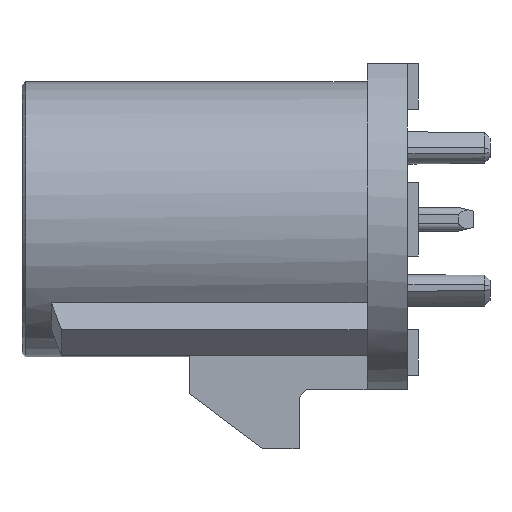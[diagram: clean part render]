
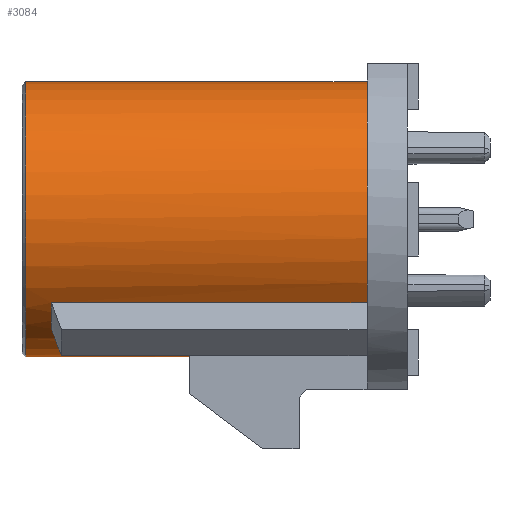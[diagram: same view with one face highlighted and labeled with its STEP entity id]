
A CAD part, left-side view. The second image highlights one B-rep face of the part: STEP entity #3084.
In plain terms, the highlighted cylindrical face has radius 3.75 mm (diameter 7.5 mm), a partial arc.
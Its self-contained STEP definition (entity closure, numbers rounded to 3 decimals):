
#12 = VECTOR ( 'NONE', #2305, 1000. ) ;
#59 = EDGE_CURVE ( 'NONE', #7001, #1075, #10977, .T. ) ;
#62 = DIRECTION ( 'NONE',  ( 0., 0., 1. ) ) ;
#144 = ORIENTED_EDGE ( 'NONE', *, *, #1020, .F. ) ;
#181 = ORIENTED_EDGE ( 'NONE', *, *, #3246, .T. ) ;
#291 = CIRCLE ( 'NONE', #1717, 3.75 ) ;
#384 = CARTESIAN_POINT ( 'NONE',  ( -2.982, -0.633, -2.274 ) ) ;
#504 = ORIENTED_EDGE ( 'NONE', *, *, #59, .T. ) ;
#650 = VERTEX_POINT ( 'NONE', #1658 ) ;
#878 = EDGE_LOOP ( 'NONE', ( #10770, #504, #5568, #1041, #6919, #10554, #181, #144, #11596, #10748 ) ) ;
#926 = DIRECTION ( 'NONE',  ( 0., 1., 0. ) ) ;
#994 = DIRECTION ( 'NONE',  ( 0., -1., 0. ) ) ;
#1020 = EDGE_CURVE ( 'NONE', #10891, #11209, #11411, .T. ) ;
#1041 = ORIENTED_EDGE ( 'NONE', *, *, #12139, .F. ) ;
#1075 = VERTEX_POINT ( 'NONE', #9309 ) ;
#1455 = DIRECTION ( 'NONE',  ( 0., 0., 1. ) ) ;
#1658 = CARTESIAN_POINT ( 'NONE',  ( -2.274, 1.4, -2.982 ) ) ;
#1717 = AXIS2_PLACEMENT_3D ( 'NONE', #3520, #2430, #1455 ) ;
#1836 = EDGE_CURVE ( 'NONE', #9888, #11281, #291, .T. ) ;
#2231 = FACE_OUTER_BOUND ( 'NONE', #878, .T. ) ;
#2305 = DIRECTION ( 'NONE',  ( 0., 1., 0. ) ) ;
#2398 = LINE ( 'NONE', #9315, #6745 ) ;
#2430 = DIRECTION ( 'NONE',  ( 0., 1., 0. ) ) ;
#2681 = LINE ( 'NONE', #384, #12 ) ;
#2744 = CARTESIAN_POINT ( 'NONE',  ( 0., 10.7, 0. ) ) ;
#2795 = DIRECTION ( 'NONE',  ( 0., 0., 1. ) ) ;
#2881 = CARTESIAN_POINT ( 'NONE',  ( 0., 10., 0. ) ) ;
#3083 = LINE ( 'NONE', #7616, #11437 ) ;
#3084 = ADVANCED_FACE ( 'NONE', ( #2231 ), #5871, .T. ) ;
#3246 = EDGE_CURVE ( 'NONE', #650, #11209, #2398, .T. ) ;
#3402 = EDGE_CURVE ( 'NONE', #9888, #10891, #2681, .T. ) ;
#3520 = CARTESIAN_POINT ( 'NONE',  ( 0., 1.4, 0. ) ) ;
#3721 = EDGE_CURVE ( 'NONE', #10426, #650, #9122, .T. ) ;
#3832 = DIRECTION ( 'NONE',  ( 0., 1., 0. ) ) ;
#4175 = DIRECTION ( 'NONE',  ( 0., 0., -1. ) ) ;
#4250 = DIRECTION ( 'NONE',  ( 0., -1., 0. ) ) ;
#4456 = CARTESIAN_POINT ( 'NONE',  ( 0., 10.8, 3.75 ) ) ;
#4853 = CARTESIAN_POINT ( 'NONE',  ( -2.274, 10., -2.982 ) ) ;
#5072 = CARTESIAN_POINT ( 'NONE',  ( 0., 6.25, 0. ) ) ;
#5262 = EDGE_CURVE ( 'NONE', #7001, #11281, #11131, .T. ) ;
#5338 = AXIS2_PLACEMENT_3D ( 'NONE', #11305, #3832, #62 ) ;
#5493 = EDGE_CURVE ( 'NONE', #1075, #7613, #3083, .T. ) ;
#5568 = ORIENTED_EDGE ( 'NONE', *, *, #5493, .T. ) ;
#5871 = CYLINDRICAL_SURFACE ( 'NONE', #11553, 3.75 ) ;
#5919 = CARTESIAN_POINT ( 'NONE',  ( -1., 1.4, -3.614 ) ) ;
#6402 = AXIS2_PLACEMENT_3D ( 'NONE', #2881, #994, #2795 ) ;
#6410 = DIRECTION ( 'NONE',  ( 0., -1., 0. ) ) ;
#6427 = CARTESIAN_POINT ( 'NONE',  ( 0., 10.7, 3.75 ) ) ;
#6536 = CARTESIAN_POINT ( 'NONE',  ( 0., 6.25, -3.75 ) ) ;
#6738 = DIRECTION ( 'NONE',  ( 0., -1., 0. ) ) ;
#6745 = VECTOR ( 'NONE', #12170, 1000. ) ;
#6919 = ORIENTED_EDGE ( 'NONE', *, *, #10120, .F. ) ;
#7001 = VERTEX_POINT ( 'NONE', #6427 ) ;
#7083 = AXIS2_PLACEMENT_3D ( 'NONE', #5072, #4250, #4175 ) ;
#7239 = CARTESIAN_POINT ( 'NONE',  ( -2.982, 10., -2.274 ) ) ;
#7402 = CARTESIAN_POINT ( 'NONE',  ( -1., 3.25, -3.614 ) ) ;
#7613 = VERTEX_POINT ( 'NONE', #6536 ) ;
#7616 = CARTESIAN_POINT ( 'NONE',  ( 0., 10.8, -3.75 ) ) ;
#8459 = DIRECTION ( 'NONE',  ( 0., -1., 0. ) ) ;
#8635 = VECTOR ( 'NONE', #11033, 1000. ) ;
#9088 = CARTESIAN_POINT ( 'NONE',  ( -1., 6.25, -3.614 ) ) ;
#9122 = CIRCLE ( 'NONE', #5338, 3.75 ) ;
#9309 = CARTESIAN_POINT ( 'NONE',  ( 0., 10.7, -3.75 ) ) ;
#9315 = CARTESIAN_POINT ( 'NONE',  ( -2.274, -0.633, -2.982 ) ) ;
#9338 = DIRECTION ( 'NONE',  ( 0., 0., 1. ) ) ;
#9828 = CARTESIAN_POINT ( 'NONE',  ( 0., 1.4, 3.75 ) ) ;
#9888 = VERTEX_POINT ( 'NONE', #11444 ) ;
#10120 = EDGE_CURVE ( 'NONE', #10426, #11447, #10707, .T. ) ;
#10180 = CARTESIAN_POINT ( 'NONE',  ( 0., 10.8, 0. ) ) ;
#10426 = VERTEX_POINT ( 'NONE', #5919 ) ;
#10554 = ORIENTED_EDGE ( 'NONE', *, *, #3721, .T. ) ;
#10707 = LINE ( 'NONE', #7402, #11747 ) ;
#10748 = ORIENTED_EDGE ( 'NONE', *, *, #1836, .T. ) ;
#10770 = ORIENTED_EDGE ( 'NONE', *, *, #5262, .F. ) ;
#10891 = VERTEX_POINT ( 'NONE', #7239 ) ;
#10977 = CIRCLE ( 'NONE', #12130, 3.75 ) ;
#11033 = DIRECTION ( 'NONE',  ( 0., -1., 0. ) ) ;
#11131 = LINE ( 'NONE', #4456, #8635 ) ;
#11209 = VERTEX_POINT ( 'NONE', #4853 ) ;
#11281 = VERTEX_POINT ( 'NONE', #9828 ) ;
#11305 = CARTESIAN_POINT ( 'NONE',  ( 0., 1.4, 0. ) ) ;
#11411 = CIRCLE ( 'NONE', #6402, 3.75 ) ;
#11437 = VECTOR ( 'NONE', #6738, 1000. ) ;
#11444 = CARTESIAN_POINT ( 'NONE',  ( -2.982, 1.4, -2.274 ) ) ;
#11447 = VERTEX_POINT ( 'NONE', #9088 ) ;
#11553 = AXIS2_PLACEMENT_3D ( 'NONE', #10180, #6410, #12091 ) ;
#11596 = ORIENTED_EDGE ( 'NONE', *, *, #3402, .F. ) ;
#11747 = VECTOR ( 'NONE', #926, 1000. ) ;
#11986 = CIRCLE ( 'NONE', #7083, 3.75 ) ;
#12091 = DIRECTION ( 'NONE',  ( 0., 0., -1. ) ) ;
#12130 = AXIS2_PLACEMENT_3D ( 'NONE', #2744, #8459, #9338 ) ;
#12139 = EDGE_CURVE ( 'NONE', #11447, #7613, #11986, .T. ) ;
#12170 = DIRECTION ( 'NONE',  ( 0., 1., 0. ) ) ;
